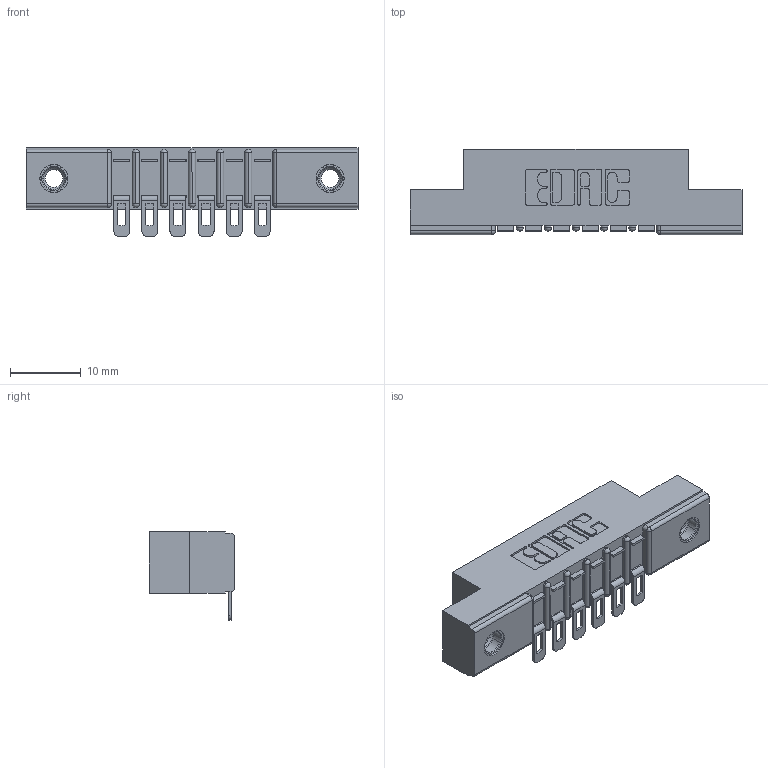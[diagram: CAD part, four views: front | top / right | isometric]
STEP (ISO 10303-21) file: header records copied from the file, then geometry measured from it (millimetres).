
FILE_DESCRIPTION (( 'STEP AP203' ), '1' );
FILE_NAME ('307-006-454-107.STEP', '2020-09-25T00:58:41', ( '' ), ( '' ), 'SwSTEP 2.0', 'SolidWorks 2020', '' );
FILE_SCHEMA (( 'CONFIG_CONTROL_DESIGN' ));
Length unit declared in the file: inch
Products named in the file (4): 345-250-001_345-250-005-103; 307 Part_.156 Dia Mounting Holes; 307-006-454-107; 307-290-002_554
Assembly tree (9 placements, depth 2):
  307-006-454-107
    307 Part_.156 Dia Mounting Holes
    307-290-002_554  x6
    345-250-001_345-250-005-103  x2
Bounding box: 46.79 x 12.01 x 12.52 mm (x, y, z)
Volume: 3069 mm3; surface area: 4752.7 mm2
Topology: 9 solids, 9 shells, 671 faces, 1977 edges, 1290 vertices
Faces by surface type: plane 378, cylinder 263, sphere 14, cone 12, torus 4
Entity records: 11732 total; most frequent: CARTESIAN_POINT 1953, ORIENTED_EDGE 1936, DIRECTION 1930, EDGE_CURVE 968, LINE 716, VECTOR 716, VERTEX_POINT 630, AXIS2_PLACEMENT_3D 607
